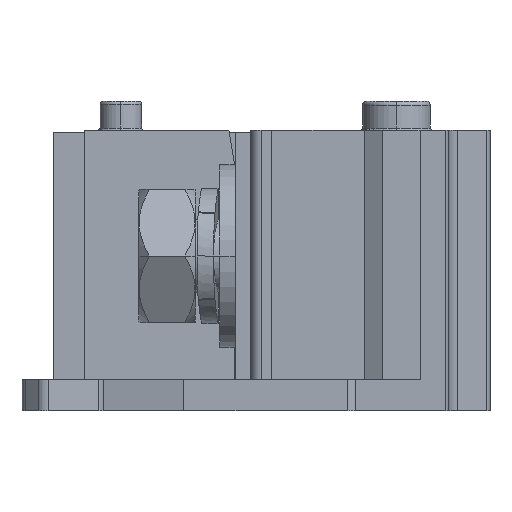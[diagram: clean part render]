
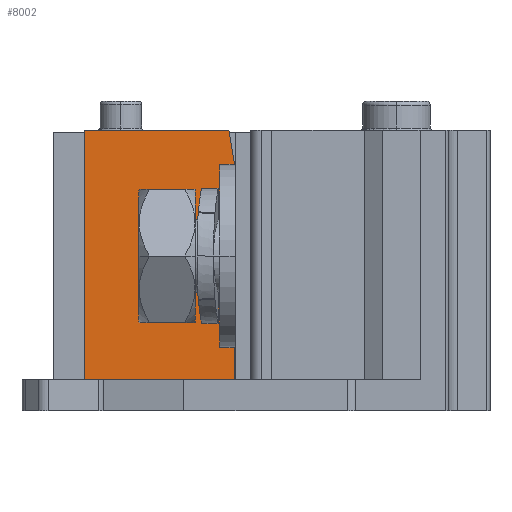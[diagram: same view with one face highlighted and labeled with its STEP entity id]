
A CAD part, left-side view. The second image highlights one B-rep face of the part: STEP entity #8002.
In plain terms, the highlighted planar face has unit normal (-1, 0, 0.011).
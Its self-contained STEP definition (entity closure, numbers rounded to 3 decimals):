
#975=DIRECTION('',(0.,-1.,0.));
#976=VECTOR('',#975,14.4);
#977=CARTESIAN_POINT('',(31.249,39.,-26.8));
#978=LINE('',#977,#976);
#1009=DIRECTION('',(0.01,0.,1.));
#1010=VECTOR('',#1009,21.001);
#1011=CARTESIAN_POINT('',(31.249,24.6,-26.8));
#1012=LINE('',#1011,#1010);
#1091=DIRECTION('',(0.,1.,0.));
#1092=VECTOR('',#1091,13.9);
#1093=CARTESIAN_POINT('',(31.5,25.1,-2.8));
#1094=LINE('',#1093,#1092);
#1200=DIRECTION('',(-0.01,-0.164,-0.986));
#1201=VECTOR('',#1200,3.042);
#1202=CARTESIAN_POINT('',(31.5,25.1,-2.8));
#1203=LINE('',#1202,#1201);
#1204=DIRECTION('',(-0.01,0.,-1.));
#1205=VECTOR('',#1204,24.001);
#1206=CARTESIAN_POINT('',(31.5,39.,-2.8));
#1207=LINE('',#1206,#1205);
#6138=CARTESIAN_POINT('',(31.249,39.,-26.8));
#6139=VERTEX_POINT('',#6138);
#6140=CARTESIAN_POINT('',(31.249,24.6,-26.8));
#6141=VERTEX_POINT('',#6140);
#6558=CARTESIAN_POINT('',(31.469,24.6,-5.8));
#6559=VERTEX_POINT('',#6558);
#6563=CARTESIAN_POINT('',(31.5,25.1,-2.8));
#6564=CARTESIAN_POINT('',(31.5,39.,-2.8));
#6565=VERTEX_POINT('',#6563);
#6566=VERTEX_POINT('',#6564);
#7989=CARTESIAN_POINT('',(31.374,31.8,-14.8));
#7990=DIRECTION('',(1.,0.,-0.01));
#7991=DIRECTION('',(0.,-1.,0.));
#7992=AXIS2_PLACEMENT_3D('',#7989,#7990,#7991);
#7993=PLANE('',#7992);
#7994=ORIENTED_EDGE('',*,*,#7973,.T.);
#7995=ORIENTED_EDGE('',*,*,#7750,.F.);
#7996=ORIENTED_EDGE('',*,*,#7666,.F.);
#7998=ORIENTED_EDGE('',*,*,#7997,.F.);
#7999=ORIENTED_EDGE('',*,*,#7843,.F.);
#8000=EDGE_LOOP('',(#7994,#7995,#7996,#7998,#7999));
#8001=FACE_OUTER_BOUND('',#8000,.F.);
#7666=EDGE_CURVE('',#6139,#6141,#978,.T.);
#7750=EDGE_CURVE('',#6141,#6559,#1012,.T.);
#7843=EDGE_CURVE('',#6565,#6566,#1094,.T.);
#7973=EDGE_CURVE('',#6565,#6559,#1203,.T.);
#7997=EDGE_CURVE('',#6566,#6139,#1207,.T.);
#8002=ADVANCED_FACE('',(#8001),#7993,.F.);
